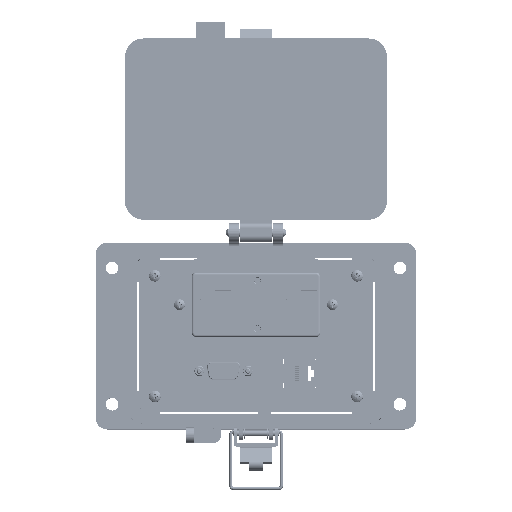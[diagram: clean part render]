
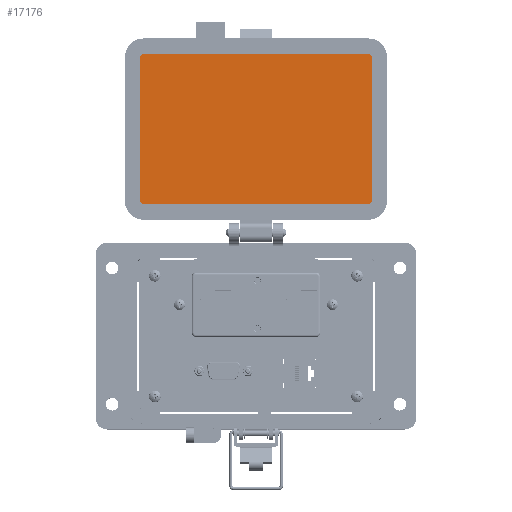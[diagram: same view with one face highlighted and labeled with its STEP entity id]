
A CAD part, top view. The second image highlights one B-rep face of the part: STEP entity #17176.
In plain terms, the highlighted planar face has unit normal (0, 0, 1).
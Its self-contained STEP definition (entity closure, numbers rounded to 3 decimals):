
#5283 = DIRECTION ( 'NONE',  ( 0., 0., -1. ) ) ;
#10086 = LINE ( 'NONE', #197350, #69192 ) ;
#11152 = EDGE_CURVE ( 'NONE', #50112, #64346, #122654, .T. ) ;
#11922 = CARTESIAN_POINT ( 'NONE',  ( -59.505, 69.55, 8.694 ) ) ;
#13423 = DIRECTION ( 'NONE',  ( 0., 0., -1. ) ) ;
#15012 = VECTOR ( 'NONE', #68320, 1000. ) ;
#16395 = CARTESIAN_POINT ( 'NONE',  ( -30.745, 145.119, 8.694 ) ) ;
#17176 = ADVANCED_FACE ( 'NONE', ( #49569 ), #198878, .T. ) ;
#17488 = EDGE_CURVE ( 'NONE', #131189, #74755, #45822, .T. ) ;
#25047 = CARTESIAN_POINT ( 'NONE',  ( 57.717, 145.119, 8.694 ) ) ;
#28772 = AXIS2_PLACEMENT_3D ( 'NONE', #32731, #145361, #125766 ) ;
#31995 = VECTOR ( 'NONE', #133165, 1000. ) ;
#32731 = CARTESIAN_POINT ( 'NONE',  ( -57.72, 69.55, 8.694 ) ) ;
#35993 = DIRECTION ( 'NONE',  ( 0., -1., 0. ) ) ;
#45625 = CARTESIAN_POINT ( 'NONE',  ( 57.717, 67.765, 8.694 ) ) ;
#45822 = CIRCLE ( 'NONE', #135652, 1.785 ) ;
#46448 = EDGE_CURVE ( 'NONE', #87476, #105984, #146385, .T. ) ;
#49569 = FACE_OUTER_BOUND ( 'NONE', #153010, .T. ) ;
#50112 = VERTEX_POINT ( 'NONE', #109697 ) ;
#51348 = DIRECTION ( 'NONE',  ( 0., 0., -1. ) ) ;
#52842 = ORIENTED_EDGE ( 'NONE', *, *, #46448, .F. ) ;
#54058 = EDGE_CURVE ( 'NONE', #105984, #50112, #122229, .T. ) ;
#55076 = LINE ( 'NONE', #135494, #172746 ) ;
#58475 = CARTESIAN_POINT ( 'NONE',  ( 59.502, 69.55, 8.694 ) ) ;
#64346 = VERTEX_POINT ( 'NONE', #11922 ) ;
#66168 = CARTESIAN_POINT ( 'NONE',  ( 57.717, 69.55, 8.694 ) ) ;
#68320 = DIRECTION ( 'NONE',  ( -1., 0., 0. ) ) ;
#69192 = VECTOR ( 'NONE', #215702, 1000. ) ;
#73034 = EDGE_CURVE ( 'NONE', #170470, #122778, #74362, .T. ) ;
#73314 = DIRECTION ( 'NONE',  ( 0., -1., 0. ) ) ;
#74362 = CIRCLE ( 'NONE', #176079, 1.785 ) ;
#74755 = VERTEX_POINT ( 'NONE', #159206 ) ;
#77665 = ORIENTED_EDGE ( 'NONE', *, *, #105969, .F. ) ;
#79967 = DIRECTION ( 'NONE',  ( 0., -1., 0. ) ) ;
#87476 = VERTEX_POINT ( 'NONE', #133555 ) ;
#96640 = AXIS2_PLACEMENT_3D ( 'NONE', #16395, #202473, #35993 ) ;
#105969 = EDGE_CURVE ( 'NONE', #64346, #170470, #10086, .T. ) ;
#105984 = VERTEX_POINT ( 'NONE', #45625 ) ;
#109697 = CARTESIAN_POINT ( 'NONE',  ( -57.72, 67.765, 8.694 ) ) ;
#122229 = LINE ( 'NONE', #139420, #15012 ) ;
#122654 = CIRCLE ( 'NONE', #28772, 1.785 ) ;
#122778 = VERTEX_POINT ( 'NONE', #216333 ) ;
#125766 = DIRECTION ( 'NONE',  ( 0., -1., 0. ) ) ;
#131189 = VERTEX_POINT ( 'NONE', #25047 ) ;
#133165 = DIRECTION ( 'NONE',  ( 0., -1., 0. ) ) ;
#133555 = CARTESIAN_POINT ( 'NONE',  ( 59.502, 69.55, 8.694 ) ) ;
#135494 = CARTESIAN_POINT ( 'NONE',  ( 57.717, 145.119, 8.694 ) ) ;
#135652 = AXIS2_PLACEMENT_3D ( 'NONE', #172989, #5283, #79967 ) ;
#138928 = ORIENTED_EDGE ( 'NONE', *, *, #198585, .F. ) ;
#139420 = CARTESIAN_POINT ( 'NONE',  ( -57.72, 67.765, 8.694 ) ) ;
#140419 = EDGE_CURVE ( 'NONE', #74755, #87476, #226114, .T. ) ;
#145361 = DIRECTION ( 'NONE',  ( 0., 0., -1. ) ) ;
#146385 = CIRCLE ( 'NONE', #200999, 1.785 ) ;
#147836 = ORIENTED_EDGE ( 'NONE', *, *, #54058, .F. ) ;
#149613 = ORIENTED_EDGE ( 'NONE', *, *, #73034, .F. ) ;
#153010 = EDGE_LOOP ( 'NONE', ( #149613, #77665, #167534, #147836, #52842, #169365, #202447, #138928 ) ) ;
#159206 = CARTESIAN_POINT ( 'NONE',  ( 59.502, 143.334, 8.694 ) ) ;
#166372 = CARTESIAN_POINT ( 'NONE',  ( -57.72, 143.334, 8.694 ) ) ;
#167534 = ORIENTED_EDGE ( 'NONE', *, *, #11152, .F. ) ;
#169365 = ORIENTED_EDGE ( 'NONE', *, *, #140419, .F. ) ;
#170470 = VERTEX_POINT ( 'NONE', #188637 ) ;
#170976 = DIRECTION ( 'NONE',  ( 1., 0., 0. ) ) ;
#172746 = VECTOR ( 'NONE', #170976, 1000. ) ;
#172989 = CARTESIAN_POINT ( 'NONE',  ( 57.717, 143.334, 8.694 ) ) ;
#176079 = AXIS2_PLACEMENT_3D ( 'NONE', #166372, #51348, #73314 ) ;
#188637 = CARTESIAN_POINT ( 'NONE',  ( -59.505, 143.334, 8.694 ) ) ;
#197087 = DIRECTION ( 'NONE',  ( 0., -1., 0. ) ) ;
#197350 = CARTESIAN_POINT ( 'NONE',  ( -59.505, 143.334, 8.694 ) ) ;
#198585 = EDGE_CURVE ( 'NONE', #122778, #131189, #55076, .T. ) ;
#198878 = PLANE ( 'NONE',  #96640 ) ;
#200999 = AXIS2_PLACEMENT_3D ( 'NONE', #66168, #13423, #197087 ) ;
#202447 = ORIENTED_EDGE ( 'NONE', *, *, #17488, .F. ) ;
#202473 = DIRECTION ( 'NONE',  ( 0., 0., 1. ) ) ;
#215702 = DIRECTION ( 'NONE',  ( 0., 1., 0. ) ) ;
#216333 = CARTESIAN_POINT ( 'NONE',  ( -57.72, 145.119, 8.694 ) ) ;
#226114 = LINE ( 'NONE', #58475, #31995 ) ;
